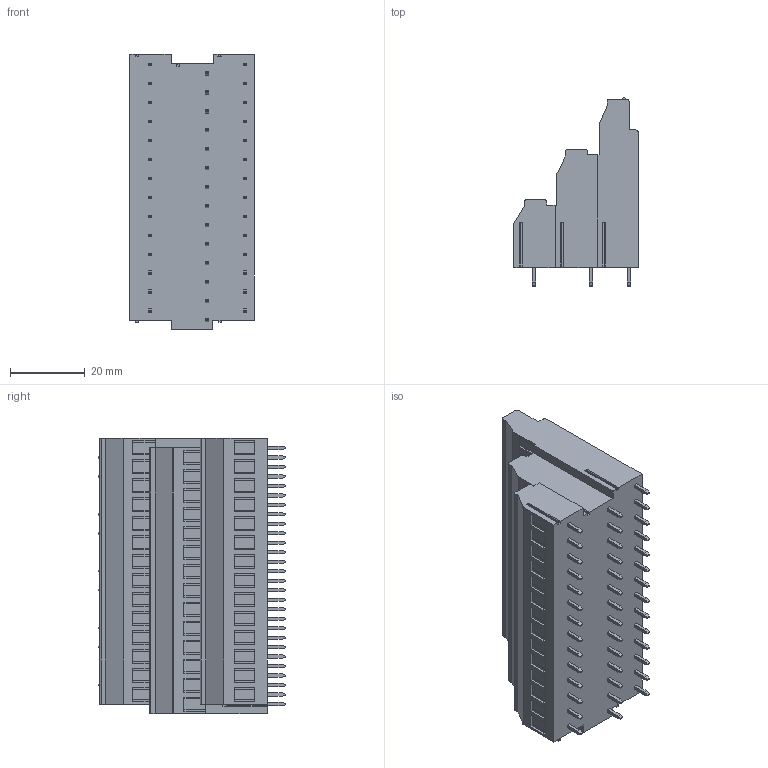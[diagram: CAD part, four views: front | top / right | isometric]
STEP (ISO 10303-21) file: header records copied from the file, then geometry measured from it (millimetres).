
FILE_DESCRIPTION((''),'2;1');
FILE_NAME('TL324VH3-XXP-XS','2025-01-09T17:14:57',('yanfa'),(''),'CREO PARAMETRIC BY PTC INC, 2018100','CREO PARAMETRIC BY PTC INC, 2018100','');
FILE_SCHEMA(('CONFIG_CONTROL_DESIGN','SHAPE_APPEARANCE_LAYERS_GROUPS'));
Length unit declared in the file: millimetre
Products named in the file (1): TL324VH3-XXP-XS
Bounding box: 33.4 x 50.3 x 73.66 mm (x, y, z)
Volume: 66668.5 mm3; surface area: 18512 mm2
Topology: 1 solids, 53 shells, 1759 faces, 4577 edges, 3013 vertices
Faces by surface type: plane 1463, cylinder 194, torus 84, sphere 18
Entity records: 53658 total; most frequent: CARTESIAN_POINT 10260, ORIENTED_EDGE 9118, DIRECTION 8583, EDGE_CURVE 4559, VECTOR 3713, LINE 3713, VERTEX_POINT 3013, AXIS2_PLACEMENT_3D 2435
